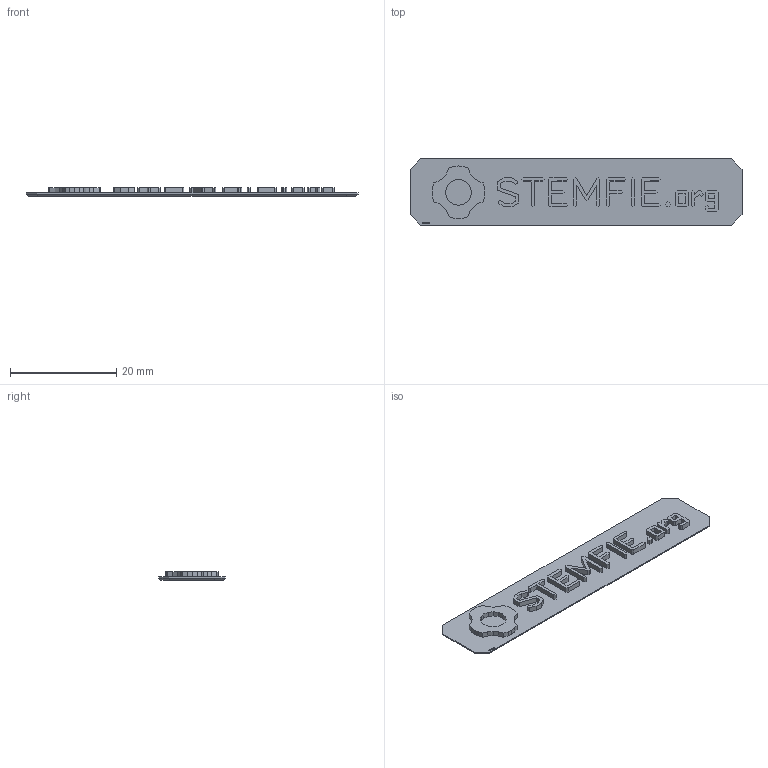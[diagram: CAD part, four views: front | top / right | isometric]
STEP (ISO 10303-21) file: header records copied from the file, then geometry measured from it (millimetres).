
FILE_DESCRIPTION(('FreeCAD Model'),'2;1');
FILE_NAME('Open CASCADE Shape Model','2023-11-09T12:33:39',(''),(''), 'Open CASCADE STEP processor 7.6','FreeCAD','Unknown');
FILE_SCHEMA(('AUTOMOTIVE_DESIGN { 1 0 10303 214 1 1 1 1 }'));
Length unit declared in the file: millimetre
Products named in the file (1): Sign URL THIN BU06x01x00.125 - SPN-SGN-0008 (stemfie.org)
Bounding box: 62.5 x 12.5 x 1.56 mm (x, y, z)
Volume: 561.3 mm3; surface area: 1857.2 mm2
Topology: 1 solids, 1 shells, 514 faces, 1429 edges, 950 vertices
Faces by surface type: plane 310, extrusion 204
Entity records: 35096 total; most frequent: CARTESIAN_POINT 7792, DIRECTION 4297, VECTOR 3675, LINE 3471, ORIENTED_EDGE 2858, PCURVE 2858, DEFINITIONAL_REPRESENTATION 2858, EDGE_CURVE 1429
